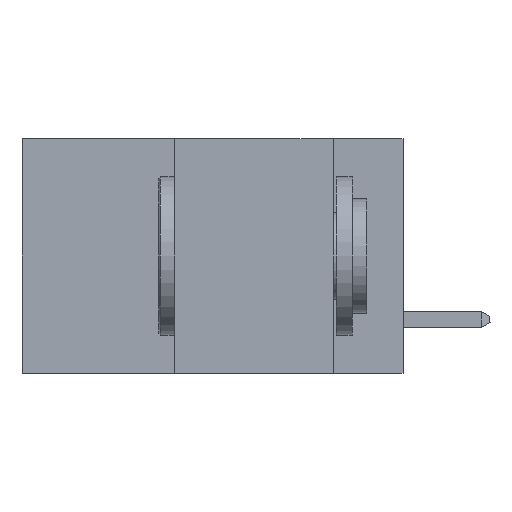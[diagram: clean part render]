
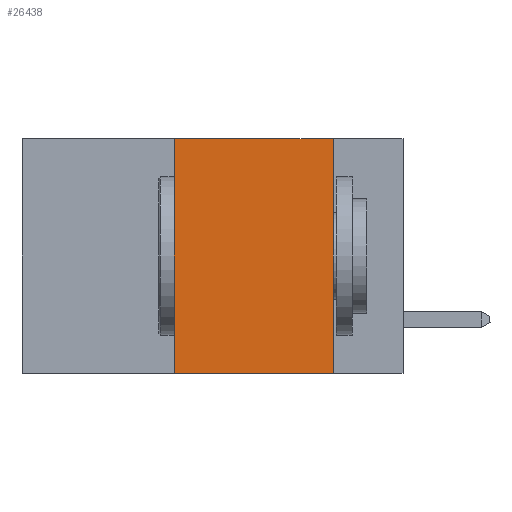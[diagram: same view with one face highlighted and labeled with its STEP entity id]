
A CAD part, left-side view. The second image highlights one B-rep face of the part: STEP entity #26438.
In plain terms, the highlighted planar face has unit normal (-1, 0, 0).
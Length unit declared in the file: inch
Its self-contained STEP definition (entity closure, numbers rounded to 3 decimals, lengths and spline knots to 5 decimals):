
#4 = PLANE ( 'NONE',  #4136 ) ;
#1740 = DIRECTION ( 'NONE',  ( 0., -1., 0. ) ) ;
#2516 = ORIENTED_EDGE ( 'NONE', *, *, #30093, .F. ) ;
#2905 = CARTESIAN_POINT ( 'NONE',  ( 0., 0.11, 0. ) ) ;
#2952 = VECTOR ( 'NONE', #29417, 39.37008 ) ;
#3684 = CARTESIAN_POINT ( 'NONE',  ( 0., 0.11, 0. ) ) ;
#3816 = LINE ( 'NONE', #30781, #29984 ) ;
#4136 = AXIS2_PLACEMENT_3D ( 'NONE', #11691, #12529, #6575 ) ;
#6575 = DIRECTION ( 'NONE',  ( 0., 0., -1. ) ) ;
#8995 = CARTESIAN_POINT ( 'NONE',  ( 0., 0.11, -0.37 ) ) ;
#11691 = CARTESIAN_POINT ( 'NONE',  ( 0., 0.6, 0. ) ) ;
#12529 = DIRECTION ( 'NONE',  ( 1., 0., 0. ) ) ;
#14115 = DIRECTION ( 'NONE',  ( 0., 0., 1. ) ) ;
#16655 = LINE ( 'NONE', #28965, #24778 ) ;
#17890 = LINE ( 'NONE', #3684, #2952 ) ;
#18406 = DIRECTION ( 'NONE',  ( 0., -1., 0. ) ) ;
#18504 = EDGE_CURVE ( 'NONE', #34619, #30980, #16655, .T. ) ;
#18614 = CARTESIAN_POINT ( 'NONE',  ( 0., 0.36, -0.37 ) ) ;
#19270 = CARTESIAN_POINT ( 'NONE',  ( 0., 0.36, 0. ) ) ;
#19685 = ORIENTED_EDGE ( 'NONE', *, *, #18504, .F. ) ;
#24778 = VECTOR ( 'NONE', #14115, 39.37008 ) ;
#25353 = EDGE_CURVE ( 'NONE', #32184, #26920, #17890, .T. ) ;
#26040 = ORIENTED_EDGE ( 'NONE', *, *, #25353, .F. ) ;
#26243 = LINE ( 'NONE', #30130, #32489 ) ;
#26419 = EDGE_LOOP ( 'NONE', ( #26040, #2516, #19685, #36453 ) ) ;
#26438 = ADVANCED_FACE ( 'NONE', ( #34250 ), #4, .F. ) ;
#26920 = VERTEX_POINT ( 'NONE', #8995 ) ;
#28965 = CARTESIAN_POINT ( 'NONE',  ( 0., 0.36, 0. ) ) ;
#29417 = DIRECTION ( 'NONE',  ( 0., 0., -1. ) ) ;
#29984 = VECTOR ( 'NONE', #1740, 39.37008 ) ;
#30093 = EDGE_CURVE ( 'NONE', #30980, #32184, #3816, .T. ) ;
#30130 = CARTESIAN_POINT ( 'NONE',  ( 0., 0.6, -0.37 ) ) ;
#30781 = CARTESIAN_POINT ( 'NONE',  ( 0., 0.6, 0. ) ) ;
#30980 = VERTEX_POINT ( 'NONE', #19270 ) ;
#32184 = VERTEX_POINT ( 'NONE', #2905 ) ;
#32489 = VECTOR ( 'NONE', #18406, 39.37008 ) ;
#33838 = EDGE_CURVE ( 'NONE', #34619, #26920, #26243, .T. ) ;
#34250 = FACE_OUTER_BOUND ( 'NONE', #26419, .T. ) ;
#34619 = VERTEX_POINT ( 'NONE', #18614 ) ;
#36453 = ORIENTED_EDGE ( 'NONE', *, *, #33838, .T. ) ;
